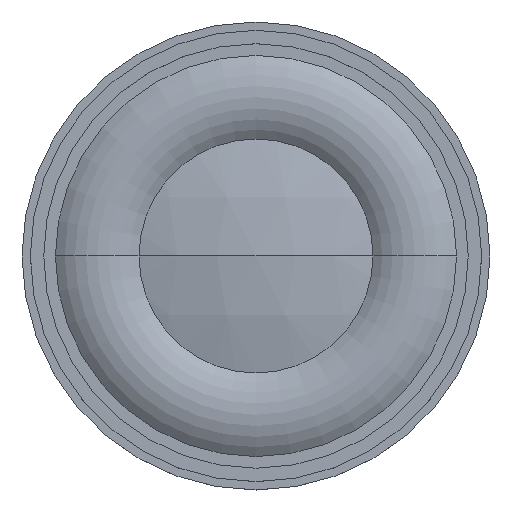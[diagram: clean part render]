
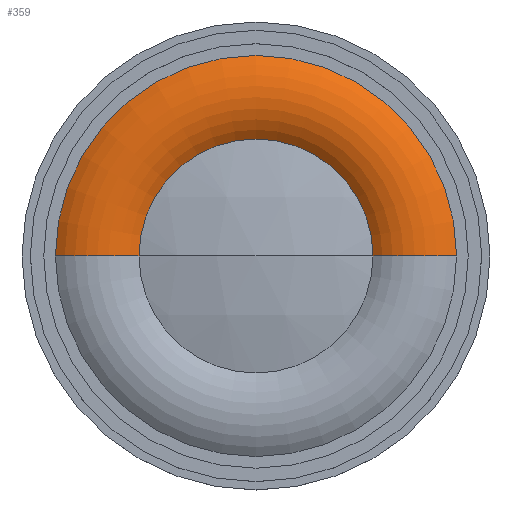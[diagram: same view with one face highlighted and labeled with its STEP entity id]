
A CAD part, top view. The second image highlights one B-rep face of the part: STEP entity #359.
In plain terms, the highlighted toroidal (fillet/blend) face has major radius 9.5 mm and minor radius 3.922 mm.
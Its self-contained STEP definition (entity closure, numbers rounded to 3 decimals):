
#17 = TOROIDAL_SURFACE ( 'NONE', #1067, 9.5, 3.922 ) ;
#45 = ORIENTED_EDGE ( 'NONE', *, *, #1142, .T. ) ;
#83 = DIRECTION ( 'NONE',  ( 0., 1., 0. ) ) ;
#115 = ORIENTED_EDGE ( 'NONE', *, *, #914, .F. ) ;
#118 = DIRECTION ( 'NONE',  ( 0., 0., -1. ) ) ;
#203 = VERTEX_POINT ( 'NONE', #970 ) ;
#216 = AXIS2_PLACEMENT_3D ( 'NONE', #612, #856, #531 ) ;
#225 = CARTESIAN_POINT ( 'NONE',  ( 0., 0., 4.1 ) ) ;
#238 = CIRCLE ( 'NONE', #892, 3.922 ) ;
#270 = CIRCLE ( 'NONE', #980, 3.922 ) ;
#359 = ADVANCED_FACE ( 'NONE', ( #1013 ), #17, .T. ) ;
#386 = CIRCLE ( 'NONE', #580, 7. ) ;
#419 = CARTESIAN_POINT ( 'NONE',  ( 0., 0., 1.078 ) ) ;
#452 = ORIENTED_EDGE ( 'NONE', *, *, #592, .F. ) ;
#482 = DIRECTION ( 'NONE',  ( 0., 0., -1. ) ) ;
#497 = VERTEX_POINT ( 'NONE', #893 ) ;
#526 = VERTEX_POINT ( 'NONE', #645 ) ;
#531 = DIRECTION ( 'NONE',  ( -1., 0., 0. ) ) ;
#580 = AXIS2_PLACEMENT_3D ( 'NONE', #225, #118, #739 ) ;
#588 = CARTESIAN_POINT ( 'NONE',  ( -7., 0., 4.1 ) ) ;
#592 = EDGE_CURVE ( 'NONE', #702, #203, #270, .T. ) ;
#612 = CARTESIAN_POINT ( 'NONE',  ( 0., 0., 4.1 ) ) ;
#640 = EDGE_LOOP ( 'NONE', ( #842, #45, #115, #452 ) ) ;
#645 = CARTESIAN_POINT ( 'NONE',  ( 12., 0., 4.1 ) ) ;
#702 = VERTEX_POINT ( 'NONE', #588 ) ;
#739 = DIRECTION ( 'NONE',  ( -1., 0., 0. ) ) ;
#741 = EDGE_CURVE ( 'NONE', #702, #497, #386, .T. ) ;
#769 = DIRECTION ( 'NONE',  ( 0., -1., 0. ) ) ;
#781 = CIRCLE ( 'NONE', #216, 12. ) ;
#835 = DIRECTION ( 'NONE',  ( -1., 0., 0. ) ) ;
#842 = ORIENTED_EDGE ( 'NONE', *, *, #741, .T. ) ;
#856 = DIRECTION ( 'NONE',  ( 0., 0., -1. ) ) ;
#869 = DIRECTION ( 'NONE',  ( -1., 0., 0. ) ) ;
#879 = CARTESIAN_POINT ( 'NONE',  ( 9.5, 0., 1.078 ) ) ;
#892 = AXIS2_PLACEMENT_3D ( 'NONE', #879, #83, #869 ) ;
#893 = CARTESIAN_POINT ( 'NONE',  ( 7., 0., 4.1 ) ) ;
#914 = EDGE_CURVE ( 'NONE', #203, #526, #781, .T. ) ;
#970 = CARTESIAN_POINT ( 'NONE',  ( -12., 0., 4.1 ) ) ;
#980 = AXIS2_PLACEMENT_3D ( 'NONE', #990, #769, #482 ) ;
#990 = CARTESIAN_POINT ( 'NONE',  ( -9.5, 0., 1.078 ) ) ;
#1013 = FACE_OUTER_BOUND ( 'NONE', #640, .T. ) ;
#1067 = AXIS2_PLACEMENT_3D ( 'NONE', #419, #1113, #835 ) ;
#1113 = DIRECTION ( 'NONE',  ( 0., 0., -1. ) ) ;
#1142 = EDGE_CURVE ( 'NONE', #497, #526, #238, .T. ) ;
